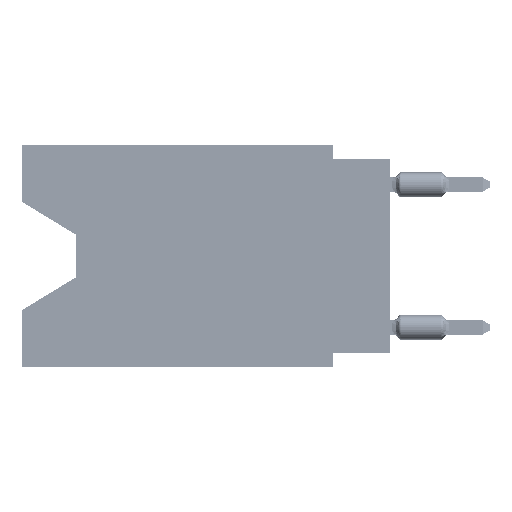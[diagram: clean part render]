
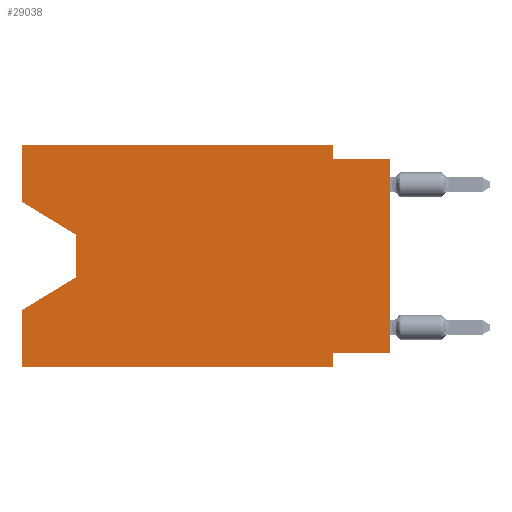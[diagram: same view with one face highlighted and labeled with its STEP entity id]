
A CAD part, left-side view. The second image highlights one B-rep face of the part: STEP entity #29038.
In plain terms, the highlighted planar face has unit normal (-1, 0, 0).
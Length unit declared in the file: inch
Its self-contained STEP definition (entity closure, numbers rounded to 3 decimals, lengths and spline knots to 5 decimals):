
#909 = DIRECTION ( 'NONE',  ( 0., 0., -1. ) ) ;
#3352 = CARTESIAN_POINT ( 'NONE',  ( 0., 0.55, -0.232 ) ) ;
#3413 = EDGE_CURVE ( 'NONE', #21744, #54184, #60206, .T. ) ;
#4261 = CARTESIAN_POINT ( 'NONE',  ( 0., 0.1, -0.025 ) ) ;
#4317 = CARTESIAN_POINT ( 'NONE',  ( 0., 0.645, -0.10025 ) ) ;
#5757 = LINE ( 'NONE', #45549, #44511 ) ;
#8747 = DIRECTION ( 'NONE',  ( 0., 0., -1. ) ) ;
#9001 = EDGE_CURVE ( 'NONE', #10650, #25102, #77607, .T. ) ;
#9565 = VERTEX_POINT ( 'NONE', #67235 ) ;
#10650 = VERTEX_POINT ( 'NONE', #3352 ) ;
#10961 = EDGE_CURVE ( 'NONE', #15529, #25102, #42124, .T. ) ;
#11964 = DIRECTION ( 'NONE',  ( 0., -1., 0. ) ) ;
#13169 = EDGE_CURVE ( 'NONE', #54184, #46213, #28909, .T. ) ;
#13814 = DIRECTION ( 'NONE',  ( 0., -1., 0. ) ) ;
#15529 = VERTEX_POINT ( 'NONE', #62408 ) ;
#17279 = LINE ( 'NONE', #50839, #54323 ) ;
#17806 = ORIENTED_EDGE ( 'NONE', *, *, #75570, .T. ) ;
#17982 = CARTESIAN_POINT ( 'NONE',  ( 0., 0.55, -0.232 ) ) ;
#18588 = VERTEX_POINT ( 'NONE', #70141 ) ;
#19867 = CARTESIAN_POINT ( 'NONE',  ( 0., 0.1, 0. ) ) ;
#20401 = ORIENTED_EDGE ( 'NONE', *, *, #10961, .F. ) ;
#21744 = VERTEX_POINT ( 'NONE', #61233 ) ;
#23184 = ORIENTED_EDGE ( 'NONE', *, *, #73441, .F. ) ;
#25102 = VERTEX_POINT ( 'NONE', #48856 ) ;
#26627 = CARTESIAN_POINT ( 'NONE',  ( 0., 0.645, 0. ) ) ;
#26952 = CARTESIAN_POINT ( 'NONE',  ( 0., 0.55, -0.158 ) ) ;
#27919 = EDGE_CURVE ( 'NONE', #69075, #10650, #34459, .T. ) ;
#28820 = VERTEX_POINT ( 'NONE', #56668 ) ;
#28909 = LINE ( 'NONE', #48795, #38067 ) ;
#29038 = ADVANCED_FACE ( 'NONE', ( #45570 ), #53040, .F. ) ;
#30214 = DIRECTION ( 'NONE',  ( 0., 0., -1. ) ) ;
#30379 = LINE ( 'NONE', #50265, #69210 ) ;
#31144 = VECTOR ( 'NONE', #13814, 39.37008 ) ;
#31865 = CARTESIAN_POINT ( 'NONE',  ( 0., 0.645, 0. ) ) ;
#32797 = ORIENTED_EDGE ( 'NONE', *, *, #13169, .F. ) ;
#33293 = VECTOR ( 'NONE', #71654, 39.37008 ) ;
#34459 = LINE ( 'NONE', #73311, #36645 ) ;
#36592 = ORIENTED_EDGE ( 'NONE', *, *, #3413, .F. ) ;
#36645 = VECTOR ( 'NONE', #909, 39.37008 ) ;
#38067 = VECTOR ( 'NONE', #30214, 39.37008 ) ;
#39305 = AXIS2_PLACEMENT_3D ( 'NONE', #31865, #59240, #65841 ) ;
#40238 = ORIENTED_EDGE ( 'NONE', *, *, #53745, .F. ) ;
#42124 = LINE ( 'NONE', #67694, #76841 ) ;
#42344 = EDGE_CURVE ( 'NONE', #74283, #18588, #30379, .T. ) ;
#44511 = VECTOR ( 'NONE', #79947, 39.37008 ) ;
#45549 = CARTESIAN_POINT ( 'NONE',  ( 0., 0., -0.025 ) ) ;
#45570 = FACE_OUTER_BOUND ( 'NONE', #52881, .T. ) ;
#46071 = LINE ( 'NONE', #53116, #59966 ) ;
#46213 = VERTEX_POINT ( 'NONE', #4261 ) ;
#46384 = LINE ( 'NONE', #72455, #51557 ) ;
#48795 = CARTESIAN_POINT ( 'NONE',  ( 0., 0.1, 0. ) ) ;
#48856 = CARTESIAN_POINT ( 'NONE',  ( 0., 0.645, -0.28975 ) ) ;
#50265 = CARTESIAN_POINT ( 'NONE',  ( 0., 0., 0. ) ) ;
#50839 = CARTESIAN_POINT ( 'NONE',  ( 0., 0.645, -0.10025 ) ) ;
#51557 = VECTOR ( 'NONE', #11964, 39.37008 ) ;
#51867 = ORIENTED_EDGE ( 'NONE', *, *, #42344, .T. ) ;
#52597 = ORIENTED_EDGE ( 'NONE', *, *, #61736, .F. ) ;
#52881 = EDGE_LOOP ( 'NONE', ( #17806, #79232, #68275, #20401, #67275, #52597, #40238, #51867, #63977, #32797, #36592, #23184 ) ) ;
#53040 = PLANE ( 'NONE',  #39305 ) ;
#53116 = CARTESIAN_POINT ( 'NONE',  ( 0., 0.645, 0. ) ) ;
#53745 = EDGE_CURVE ( 'NONE', #74283, #9565, #65890, .T. ) ;
#54184 = VERTEX_POINT ( 'NONE', #19867 ) ;
#54323 = VECTOR ( 'NONE', #62787, 39.37008 ) ;
#55368 = DIRECTION ( 'NONE',  ( 0., 0., 1. ) ) ;
#56668 = CARTESIAN_POINT ( 'NONE',  ( 0., 0.1, -0.39 ) ) ;
#57707 = EDGE_CURVE ( 'NONE', #46213, #18588, #5757, .T. ) ;
#57723 = EDGE_CURVE ( 'NONE', #15529, #28820, #46384, .T. ) ;
#59240 = DIRECTION ( 'NONE',  ( 1., 0., 0. ) ) ;
#59966 = VECTOR ( 'NONE', #79620, 39.37008 ) ;
#60206 = LINE ( 'NONE', #26627, #31144 ) ;
#61233 = CARTESIAN_POINT ( 'NONE',  ( 0., 0.645, 0. ) ) ;
#61736 = EDGE_CURVE ( 'NONE', #9565, #28820, #82905, .T. ) ;
#62408 = CARTESIAN_POINT ( 'NONE',  ( 0., 0.645, -0.39 ) ) ;
#62787 = DIRECTION ( 'NONE',  ( 0., -0.855, -0.519 ) ) ;
#63072 = DIRECTION ( 'NONE',  ( 0., 0., 1. ) ) ;
#63977 = ORIENTED_EDGE ( 'NONE', *, *, #57707, .F. ) ;
#65238 = VERTEX_POINT ( 'NONE', #4317 ) ;
#65841 = DIRECTION ( 'NONE',  ( 0., 0., -1. ) ) ;
#65890 = LINE ( 'NONE', #85780, #33293 ) ;
#66888 = CARTESIAN_POINT ( 'NONE',  ( 0., 0., -0.365 ) ) ;
#67235 = CARTESIAN_POINT ( 'NONE',  ( 0., 0.1, -0.365 ) ) ;
#67275 = ORIENTED_EDGE ( 'NONE', *, *, #57723, .T. ) ;
#67694 = CARTESIAN_POINT ( 'NONE',  ( 0., 0.645, 0. ) ) ;
#68275 = ORIENTED_EDGE ( 'NONE', *, *, #9001, .T. ) ;
#69075 = VERTEX_POINT ( 'NONE', #26952 ) ;
#69210 = VECTOR ( 'NONE', #63072, 39.37008 ) ;
#70141 = CARTESIAN_POINT ( 'NONE',  ( 0., 0., -0.025 ) ) ;
#70977 = DIRECTION ( 'NONE',  ( 0., 0.855, -0.519 ) ) ;
#71654 = DIRECTION ( 'NONE',  ( 0., 1., 0. ) ) ;
#72455 = CARTESIAN_POINT ( 'NONE',  ( 0., 0.645, -0.39 ) ) ;
#73311 = CARTESIAN_POINT ( 'NONE',  ( 0., 0.55, -0.158 ) ) ;
#73441 = EDGE_CURVE ( 'NONE', #65238, #21744, #46071, .T. ) ;
#74283 = VERTEX_POINT ( 'NONE', #66888 ) ;
#75407 = CARTESIAN_POINT ( 'NONE',  ( 0., 0.1, -0.39 ) ) ;
#75570 = EDGE_CURVE ( 'NONE', #65238, #69075, #17279, .T. ) ;
#76841 = VECTOR ( 'NONE', #55368, 39.37008 ) ;
#77607 = LINE ( 'NONE', #17982, #84173 ) ;
#79232 = ORIENTED_EDGE ( 'NONE', *, *, #27919, .T. ) ;
#79620 = DIRECTION ( 'NONE',  ( 0., 0., 1. ) ) ;
#79947 = DIRECTION ( 'NONE',  ( 0., -1., 0. ) ) ;
#82905 = LINE ( 'NONE', #75407, #83017 ) ;
#83017 = VECTOR ( 'NONE', #8747, 39.37008 ) ;
#84173 = VECTOR ( 'NONE', #70977, 39.37008 ) ;
#85780 = CARTESIAN_POINT ( 'NONE',  ( 0., 0., -0.365 ) ) ;
